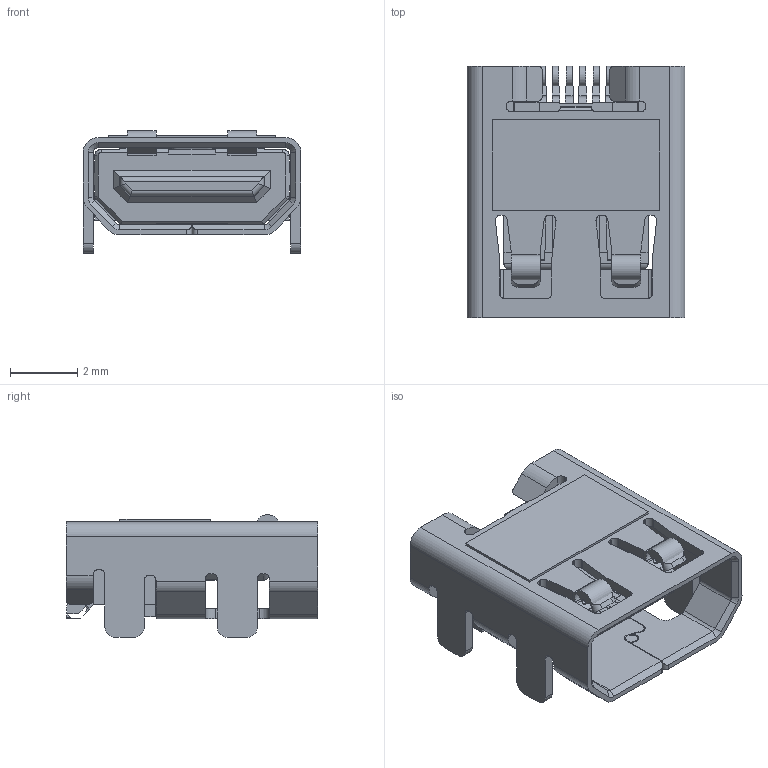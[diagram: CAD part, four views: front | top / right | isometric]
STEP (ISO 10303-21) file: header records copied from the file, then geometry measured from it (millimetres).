
FILE_DESCRIPTION(('FreeCAD Model'),'2;1');
FILE_NAME('Open CASCADE Shape Model','2021-04-13T16:46:50',( 'kicad StepUp'),('ksu MCAD'),'Open CASCADE STEP processor 7.5', 'FreeCAD','Unknown');
FILE_SCHEMA(('AUTOMOTIVE_DESIGN { 1 0 10303 214 1 1 1 1 }'));
Length unit declared in the file: millimetre
Products named in the file (1): Shape
Bounding box: 6.5 x 7.5 x 3.65 mm (x, y, z)
Volume: 61.5 mm3; surface area: 376.1 mm2
Topology: 1 solids, 1 shells, 1121 faces, 3958 edges, 3608 vertices
Faces by surface type: plane 811, cylinder 294, cone 16
Entity records: 42412 total; most frequent: CARTESIAN_POINT 8788, DIRECTION 6538, ORIENTED_EDGE 6210, LINE 3174, VECTOR 3174, EDGE_CURVE 3105, VERTEX_POINT 2052, AXIS2_PLACEMENT_3D 1682
